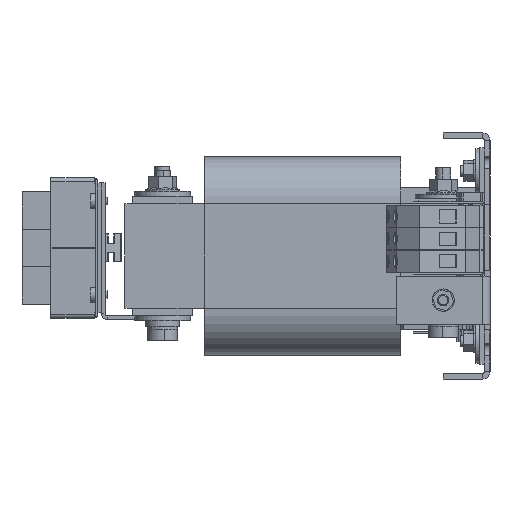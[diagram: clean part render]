
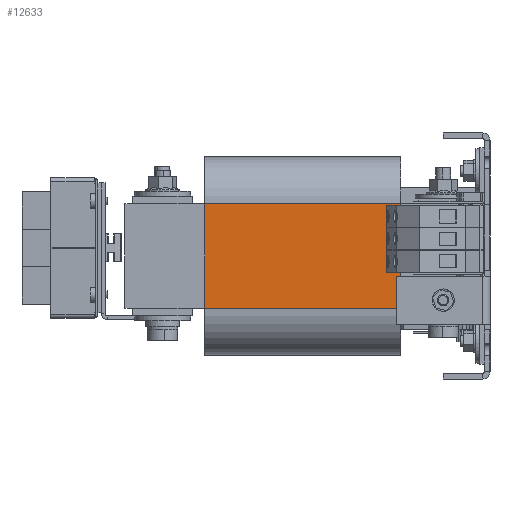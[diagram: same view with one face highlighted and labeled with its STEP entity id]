
A CAD part, left-side view. The second image highlights one B-rep face of the part: STEP entity #12633.
In plain terms, the highlighted planar face has unit normal (-1, 0, 0).
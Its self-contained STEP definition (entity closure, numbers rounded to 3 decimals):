
#505 = EDGE_CURVE ( 'Defeature ausgef�hrt1_22+Defeature ausgef�hrt1_28+Defeature ausgef�hrt1_20+Defeature ausgef�hrt1_21', #1204, #10477, #10259, .T. ) ;
#1204 = VERTEX_POINT ( 'NONE', #33188 ) ;
#2015 = EDGE_CURVE ( 'Defeature ausgef�hrt1_22+Defeature ausgef�hrt1_21+Defeature ausgef�hrt1_28+Defeature ausgef�hrt1_27', #10477, #22334, #6728, .T. ) ;
#3081 = EDGE_CURVE ( 'Defeature ausgef�hrt1_22+Defeature ausgef�hrt1_27+Defeature ausgef�hrt1_21+Defeature ausgef�hrt1_20', #22334, #25442, #21598, .T. ) ;
#4664 = CARTESIAN_POINT ( 'NONE',  ( -155.2, 149.6, -28. ) ) ;
#4821 = ORIENTED_EDGE ( 'NONE', *, *, #505, .T. ) ;
#6087 = LINE ( 'NONE', #26099, #34230 ) ;
#6303 = EDGE_LOOP ( 'NONE', ( #20763, #22976, #7262, #4821 ) ) ;
#6728 = LINE ( 'NONE', #26283, #7595 ) ;
#6763 = DIRECTION ( 'NONE',  ( 1., 0., 0. ) ) ;
#7262 = ORIENTED_EDGE ( 'NONE', *, *, #32525, .F. ) ;
#7541 = CARTESIAN_POINT ( 'NONE',  ( -155.2, 44.6, -28. ) ) ;
#7595 = VECTOR ( 'NONE', #31608, 1000. ) ;
#9497 = CARTESIAN_POINT ( 'NONE',  ( -155.2, 149.6, -53. ) ) ;
#9733 = DIRECTION ( 'NONE',  ( 0., 0., -1. ) ) ;
#10259 = LINE ( 'NONE', #4664, #15792 ) ;
#10274 = DIRECTION ( 'NONE',  ( 0., -1., 0. ) ) ;
#10477 = VERTEX_POINT ( 'NONE', #7541 ) ;
#11670 = DIRECTION ( 'NONE',  ( 0., 1., 0. ) ) ;
#12633 = ADVANCED_FACE ( 'Defeature ausgef�hrt1_22', ( #15879 ), #14867, .F. ) ;
#14845 = AXIS2_PLACEMENT_3D ( 'NONE', #9497, #6763, #9733 ) ;
#14867 = PLANE ( 'NONE',  #14845 ) ;
#15792 = VECTOR ( 'NONE', #10274, 1000. ) ;
#15879 = FACE_OUTER_BOUND ( 'NONE', #6303, .T. ) ;
#20763 = ORIENTED_EDGE ( 'NONE', *, *, #2015, .T. ) ;
#21598 = LINE ( 'NONE', #22183, #26662 ) ;
#22183 = CARTESIAN_POINT ( 'NONE',  ( -155.2, 149.6, 28. ) ) ;
#22334 = VERTEX_POINT ( 'NONE', #34692 ) ;
#22976 = ORIENTED_EDGE ( 'NONE', *, *, #3081, .T. ) ;
#25442 = VERTEX_POINT ( 'NONE', #27971 ) ;
#26099 = CARTESIAN_POINT ( 'NONE',  ( -155.2, 149.6, -53. ) ) ;
#26283 = CARTESIAN_POINT ( 'NONE',  ( -155.2, 44.6, -53. ) ) ;
#26662 = VECTOR ( 'NONE', #11670, 1000. ) ;
#27971 = CARTESIAN_POINT ( 'NONE',  ( -155.2, 149.6, 28. ) ) ;
#31608 = DIRECTION ( 'NONE',  ( 0., 0., 1. ) ) ;
#32525 = EDGE_CURVE ( 'Defeature ausgef�hrt1_20+Defeature ausgef�hrt1_22+Defeature ausgef�hrt1_28+Defeature ausgef�hrt1_27', #1204, #25442, #6087, .T. ) ;
#33188 = CARTESIAN_POINT ( 'NONE',  ( -155.2, 149.6, -28. ) ) ;
#34230 = VECTOR ( 'NONE', #34508, 1000. ) ;
#34508 = DIRECTION ( 'NONE',  ( 0., 0., 1. ) ) ;
#34692 = CARTESIAN_POINT ( 'NONE',  ( -155.2, 44.6, 28. ) ) ;
